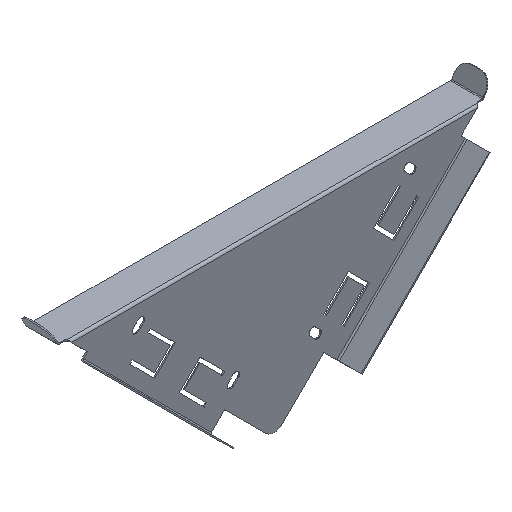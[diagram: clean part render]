
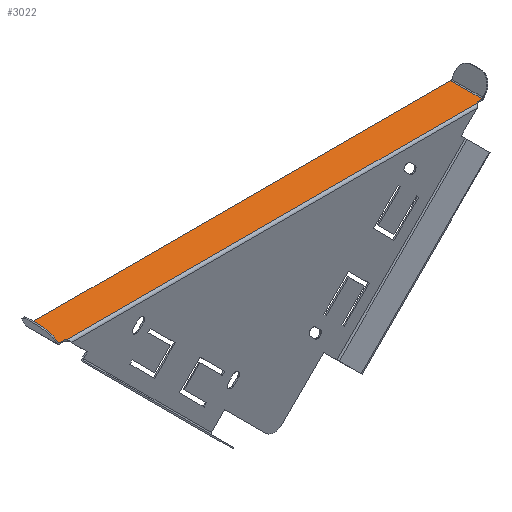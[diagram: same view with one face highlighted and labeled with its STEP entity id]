
A CAD part, isometric view. The second image highlights one B-rep face of the part: STEP entity #3022.
In plain terms, the highlighted planar face has unit normal (0, 0, 1).
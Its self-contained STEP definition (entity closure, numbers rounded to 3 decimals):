
#18 = VECTOR ( 'NONE', #1127, 1000. ) ;
#32 = CARTESIAN_POINT ( 'NONE',  ( 160.028, -13.752, -28.07 ) ) ;
#377 = VERTEX_POINT ( 'NONE', #1547 ) ;
#493 = FACE_OUTER_BOUND ( 'NONE', #517, .T. ) ;
#502 = EDGE_CURVE ( 'NONE', #377, #3079, #3032, .T. ) ;
#517 = EDGE_LOOP ( 'NONE', ( #1468, #2763, #2324, #2312, #3096, #2365, #3124, #1144 ) ) ;
#533 = DIRECTION ( 'NONE',  ( 0.707, -0.707, 0. ) ) ;
#559 = DIRECTION ( 'NONE',  ( 0., 1., 0. ) ) ;
#603 = CARTESIAN_POINT ( 'NONE',  ( -160.028, -13.752, -28.07 ) ) ;
#639 = VECTOR ( 'NONE', #1006, 1000. ) ;
#642 = VERTEX_POINT ( 'NONE', #2122 ) ;
#717 = CARTESIAN_POINT ( 'NONE',  ( -181.086, 29.997, -28.07 ) ) ;
#719 = LINE ( 'NONE', #1225, #1459 ) ;
#741 = VECTOR ( 'NONE', #1136, 1000. ) ;
#797 = CARTESIAN_POINT ( 'NONE',  ( -181.086, -143.637, -28.07 ) ) ;
#838 = LINE ( 'NONE', #2421, #3591 ) ;
#851 = LINE ( 'NONE', #1445, #2174 ) ;
#867 = EDGE_CURVE ( 'NONE', #1016, #1474, #1476, .T. ) ;
#882 = EDGE_CURVE ( 'NONE', #1251, #1016, #2241, .T. ) ;
#1006 = DIRECTION ( 'NONE',  ( 0., -1., 0. ) ) ;
#1016 = VERTEX_POINT ( 'NONE', #1028 ) ;
#1028 = CARTESIAN_POINT ( 'NONE',  ( -181.086, 2.997, -28.07 ) ) ;
#1111 = EDGE_CURVE ( 'NONE', #1474, #642, #3233, .T. ) ;
#1127 = DIRECTION ( 'NONE',  ( -0.707, -0.707, 0. ) ) ;
#1136 = DIRECTION ( 'NONE',  ( 1., 0., 0. ) ) ;
#1143 = DIRECTION ( 'NONE',  ( 0., -1., 0. ) ) ;
#1144 = ORIENTED_EDGE ( 'NONE', *, *, #1566, .F. ) ;
#1168 = CARTESIAN_POINT ( 'NONE',  ( 181.086, -143.637, -28.07 ) ) ;
#1177 = EDGE_CURVE ( 'NONE', #2729, #377, #838, .T. ) ;
#1225 = CARTESIAN_POINT ( 'NONE',  ( 0., 2., -28.07 ) ) ;
#1251 = VERTEX_POINT ( 'NONE', #717 ) ;
#1283 = CARTESIAN_POINT ( 'NONE',  ( -186.777, 2.997, -28.07 ) ) ;
#1300 = DIRECTION ( 'NONE',  ( 1., 0., 0. ) ) ;
#1445 = CARTESIAN_POINT ( 'NONE',  ( 0., 29.997, -28.07 ) ) ;
#1459 = VECTOR ( 'NONE', #1300, 1000. ) ;
#1468 = ORIENTED_EDGE ( 'NONE', *, *, #2038, .F. ) ;
#1471 = CARTESIAN_POINT ( 'NONE',  ( 181.086, 29.997, -28.07 ) ) ;
#1474 = VERTEX_POINT ( 'NONE', #2169 ) ;
#1476 = LINE ( 'NONE', #1283, #741 ) ;
#1494 = DIRECTION ( 'NONE',  ( 0., 0., -1. ) ) ;
#1512 = CARTESIAN_POINT ( 'NONE',  ( 175.78, 2., -28.07 ) ) ;
#1547 = CARTESIAN_POINT ( 'NONE',  ( 176.777, 2.997, -28.07 ) ) ;
#1566 = EDGE_CURVE ( 'NONE', #1718, #2729, #3130, .T. ) ;
#1623 = EDGE_CURVE ( 'NONE', #642, #3079, #719, .T. ) ;
#1718 = VERTEX_POINT ( 'NONE', #1471 ) ;
#1787 = VECTOR ( 'NONE', #1143, 1000. ) ;
#1941 = CARTESIAN_POINT ( 'NONE',  ( 181.086, 2.997, -28.07 ) ) ;
#2013 = CARTESIAN_POINT ( 'NONE',  ( 0., -143.637, -28.07 ) ) ;
#2038 = EDGE_CURVE ( 'NONE', #1251, #1718, #851, .T. ) ;
#2122 = CARTESIAN_POINT ( 'NONE',  ( -175.78, 2., -28.07 ) ) ;
#2169 = CARTESIAN_POINT ( 'NONE',  ( -176.777, 2.997, -28.07 ) ) ;
#2174 = VECTOR ( 'NONE', #2978, 1000. ) ;
#2182 = DIRECTION ( 'NONE',  ( -1., 0., 0. ) ) ;
#2241 = LINE ( 'NONE', #797, #639 ) ;
#2275 = PLANE ( 'NONE',  #2493 ) ;
#2312 = ORIENTED_EDGE ( 'NONE', *, *, #1111, .T. ) ;
#2324 = ORIENTED_EDGE ( 'NONE', *, *, #867, .T. ) ;
#2365 = ORIENTED_EDGE ( 'NONE', *, *, #502, .F. ) ;
#2421 = CARTESIAN_POINT ( 'NONE',  ( 186.777, 2.997, -28.07 ) ) ;
#2493 = AXIS2_PLACEMENT_3D ( 'NONE', #2013, #1494, #559 ) ;
#2571 = VECTOR ( 'NONE', #533, 1000. ) ;
#2729 = VERTEX_POINT ( 'NONE', #1941 ) ;
#2763 = ORIENTED_EDGE ( 'NONE', *, *, #882, .T. ) ;
#2978 = DIRECTION ( 'NONE',  ( 1., 0., 0. ) ) ;
#3022 = ADVANCED_FACE ( 'NONE', ( #493 ), #2275, .F. ) ;
#3032 = LINE ( 'NONE', #32, #18 ) ;
#3079 = VERTEX_POINT ( 'NONE', #1512 ) ;
#3096 = ORIENTED_EDGE ( 'NONE', *, *, #1623, .T. ) ;
#3124 = ORIENTED_EDGE ( 'NONE', *, *, #1177, .F. ) ;
#3130 = LINE ( 'NONE', #1168, #1787 ) ;
#3233 = LINE ( 'NONE', #603, #2571 ) ;
#3591 = VECTOR ( 'NONE', #2182, 1000. ) ;
